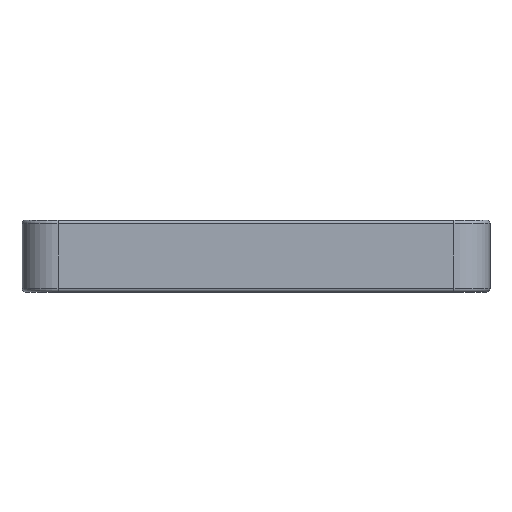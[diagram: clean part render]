
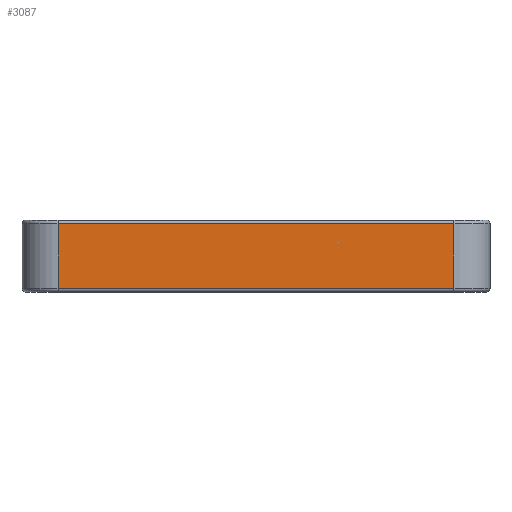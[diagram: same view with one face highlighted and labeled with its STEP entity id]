
A CAD part, left-side view. The second image highlights one B-rep face of the part: STEP entity #3087.
In plain terms, the highlighted planar face has unit normal (-1, 0, 0).
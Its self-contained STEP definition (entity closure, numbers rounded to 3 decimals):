
#140 = FACE_OUTER_BOUND ( 'NONE', #9509, .T. ) ;
#237 = VECTOR ( 'NONE', #4524, 1000. ) ;
#416 = LINE ( 'NONE', #5163, #3639 ) ;
#684 = DIRECTION ( 'NONE',  ( 0., -1., 0. ) ) ;
#973 = VECTOR ( 'NONE', #2834, 1000. ) ;
#978 = CARTESIAN_POINT ( 'NONE',  ( -60., -32.5, 10. ) ) ;
#1189 = LINE ( 'NONE', #8676, #973 ) ;
#1668 = DIRECTION ( 'NONE',  ( 1., 0., 0. ) ) ;
#2240 = VERTEX_POINT ( 'NONE', #8244 ) ;
#2432 = VERTEX_POINT ( 'NONE', #6321 ) ;
#2478 = DIRECTION ( 'NONE',  ( 0., 0., -1. ) ) ;
#2542 = AXIS2_PLACEMENT_3D ( 'NONE', #978, #1668, #2478 ) ;
#2719 = ORIENTED_EDGE ( 'NONE', *, *, #5650, .T. ) ;
#2834 = DIRECTION ( 'NONE',  ( 0., 0., 1. ) ) ;
#2927 = ORIENTED_EDGE ( 'NONE', *, *, #9175, .T. ) ;
#3087 = ADVANCED_FACE ( 'NONE', ( #140 ), #4635, .F. ) ;
#3639 = VECTOR ( 'NONE', #684, 1000. ) ;
#4172 = ORIENTED_EDGE ( 'NONE', *, *, #6180, .T. ) ;
#4306 = VERTEX_POINT ( 'NONE', #8174 ) ;
#4490 = CARTESIAN_POINT ( 'NONE',  ( -60., -32.5, 9.5 ) ) ;
#4524 = DIRECTION ( 'NONE',  ( 0., 1., 0. ) ) ;
#4635 = PLANE ( 'NONE',  #2542 ) ;
#4693 = EDGE_CURVE ( 'NONE', #2432, #4698, #4971, .T. ) ;
#4698 = VERTEX_POINT ( 'NONE', #6019 ) ;
#4971 = LINE ( 'NONE', #4490, #237 ) ;
#5006 = LINE ( 'NONE', #5487, #6289 ) ;
#5163 = CARTESIAN_POINT ( 'NONE',  ( -60., -27.5, 0.5 ) ) ;
#5487 = CARTESIAN_POINT ( 'NONE',  ( -60., 27.5, 10. ) ) ;
#5650 = EDGE_CURVE ( 'NONE', #2240, #2432, #1189, .T. ) ;
#6019 = CARTESIAN_POINT ( 'NONE',  ( -60., 27.5, 9.5 ) ) ;
#6180 = EDGE_CURVE ( 'NONE', #4306, #2240, #416, .T. ) ;
#6205 = ORIENTED_EDGE ( 'NONE', *, *, #4693, .T. ) ;
#6289 = VECTOR ( 'NONE', #8547, 1000. ) ;
#6321 = CARTESIAN_POINT ( 'NONE',  ( -60., -27.5, 9.5 ) ) ;
#8174 = CARTESIAN_POINT ( 'NONE',  ( -60., 27.5, 0.5 ) ) ;
#8244 = CARTESIAN_POINT ( 'NONE',  ( -60., -27.5, 0.5 ) ) ;
#8547 = DIRECTION ( 'NONE',  ( 0., 0., -1. ) ) ;
#8676 = CARTESIAN_POINT ( 'NONE',  ( -60., -27.5, 10. ) ) ;
#9175 = EDGE_CURVE ( 'NONE', #4698, #4306, #5006, .T. ) ;
#9509 = EDGE_LOOP ( 'NONE', ( #2719, #6205, #2927, #4172 ) ) ;
